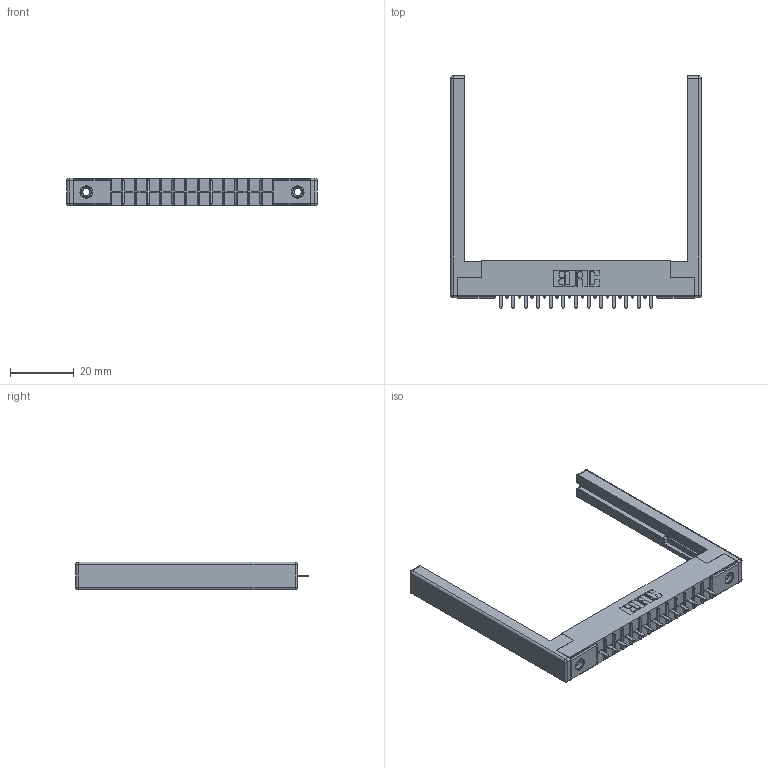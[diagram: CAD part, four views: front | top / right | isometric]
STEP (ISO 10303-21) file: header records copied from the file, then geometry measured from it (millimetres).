
FILE_DESCRIPTION (( 'STEP AP203' ), '1' );
FILE_NAME ('316-013-521-168.STEP', '2018-07-31T00:37:15', ( '' ), ( '' ), 'SwSTEP 2.0', 'SolidWorks 2016', '' );
FILE_SCHEMA (( 'CONFIG_CONTROL_DESIGN' ));
Length unit declared in the file: inch
Products named in the file (5): 306 Part_.156 Dia; 306-290-001_121; 345-250-001_345-250-001-102; 307-220-068; 316-013-521-168
Assembly tree (18 placements, depth 2):
  316-013-521-168
    306 Part_.156 Dia
    306-290-001_121  x13
    345-250-001_345-250-001-102  x2
    307-220-068  x2
Bounding box: 78.94 x 73.18 x 8.71 mm (x, y, z)
Volume: 9894.9 mm3; surface area: 11634.4 mm2
Topology: 18 solids, 18 shells, 1180 faces, 3267 edges, 2086 vertices
Faces by surface type: plane 767, cylinder 337, sphere 60, cone 12, torus 4
Entity records: 18595 total; most frequent: CARTESIAN_POINT 3083, DIRECTION 3056, ORIENTED_EDGE 3044, EDGE_CURVE 1522, VECTOR 1170, LINE 1170, VERTEX_POINT 970, AXIS2_PLACEMENT_3D 943
